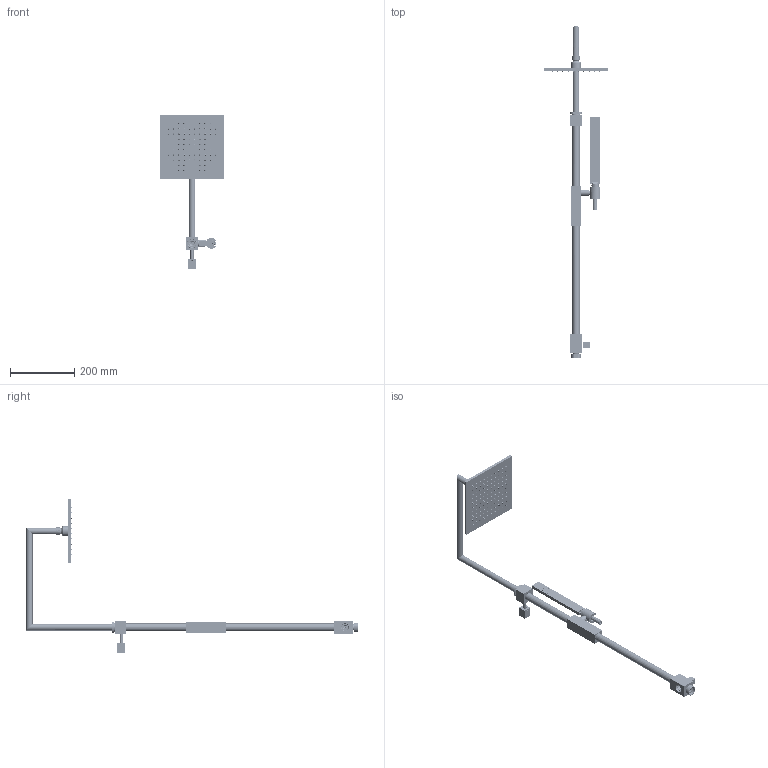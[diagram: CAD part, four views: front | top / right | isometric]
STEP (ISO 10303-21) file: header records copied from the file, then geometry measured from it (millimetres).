
FILE_DESCRIPTION((''),'2;1');
FILE_NAME('ZCOL626CR','2021-11-11T13:19:26',('ut3'),('PAFFONI SpA'),'CREO PARAMETRIC BY PTC INC, 2020044','CREO PARAMETRIC BY PTC INC, 2020044','');
FILE_SCHEMA(('CONFIG_CONTROL_DESIGN','SHAPE_APPEARANCE_LAYERS_GROUPS'));
Products named in the file (1): ZCOL626CR
Bounding box: 200.2 x 1035 x 480.1 mm (x, y, z)
Volume: 684931.4 mm3; surface area: 499062.5 mm2
Topology: 10 solids, 10 shells, 5616 faces, 12049 edges, 6890 vertices
Faces by surface type: torus 3257, cylinder 1021, plane 907, cone 423, bspline 4, sphere 4
Entity records: 223063 total; most frequent: CARTESIAN_POINT 33160, DIRECTION 32154, ORIENTED_EDGE 24082, AXIS2_PLACEMENT_3D 14788, EDGE_CURVE 12041, FILL_AREA_STYLE_COLOUR 10019, FILL_AREA_STYLE 10019, SURFACE_STYLE_FILL_AREA 10019
